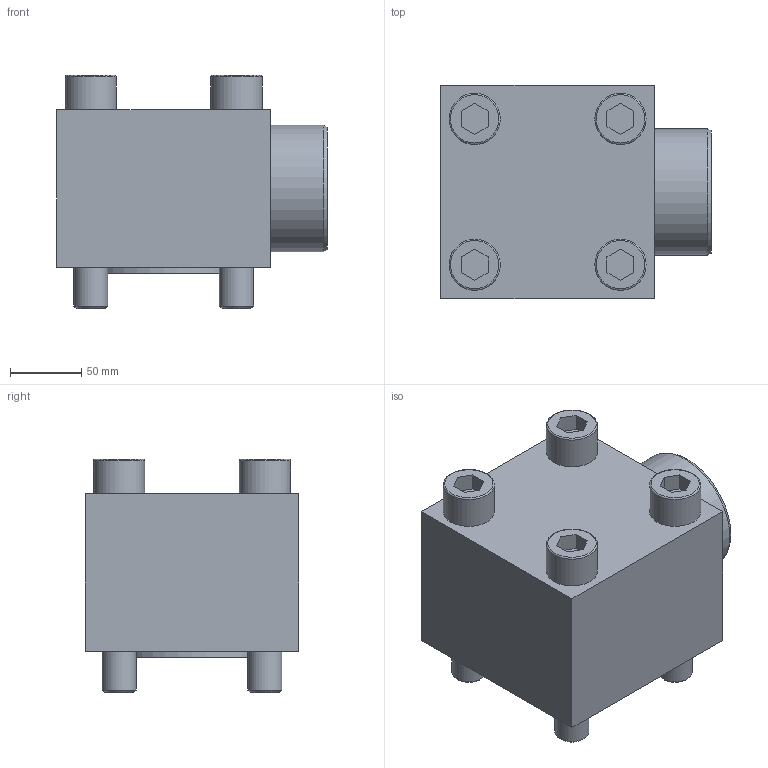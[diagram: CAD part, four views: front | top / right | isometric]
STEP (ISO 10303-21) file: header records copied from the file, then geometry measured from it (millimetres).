
FILE_DESCRIPTION(/* description */ ('STEP AP203'),/* implementation_level */ '2;1');
FILE_NAME(/* name */ 'Elbow Flange WFA 65-4-88.9x14.2-01',/* time_stamp */ '2025-01-07T11:59:02+01:00',/* author */ ('License CC BY-ND 4.0'),/* organization */ ('CADENAS'),/* preprocessor_version */ 'ST-DEVELOPER v19.3',/* originating_system */ 'PARTsolutions',/* authorisation */ ' ');
FILE_SCHEMA (('CONFIG_CONTROL_DESIGN'));
Length unit declared in the file: millimetre
Products named in the file (1): Winkelflansch WFA 65-4-88.9x14.2-01
Bounding box: 190 x 150 x 164 mm (x, y, z)
Volume: 2423443.2 mm3; surface area: 174834.6 mm2
Topology: 1 solids, 3 shells, 76 faces, 170 edges, 112 vertices
Faces by surface type: plane 47, cylinder 16, torus 7, cone 5, sphere 1
Full cylindrical faces by diameter (mm): 24 x4, 36 x4, 60.5 x2, 75.57 x2, 86.23 x2, 88.9 x1, 110 x1
Entity records: 1882 total; most frequent: DIRECTION 326, CARTESIAN_POINT 304, ORIENTED_EDGE 256, EDGE_CURVE 128, EDGE_LOOP 123, FACE_BOUND 123, AXIS2_PLACEMENT_3D 121, VERTEX_POINT 99
